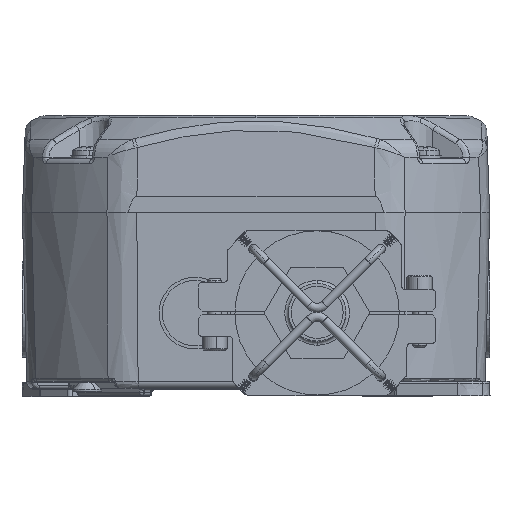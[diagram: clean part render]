
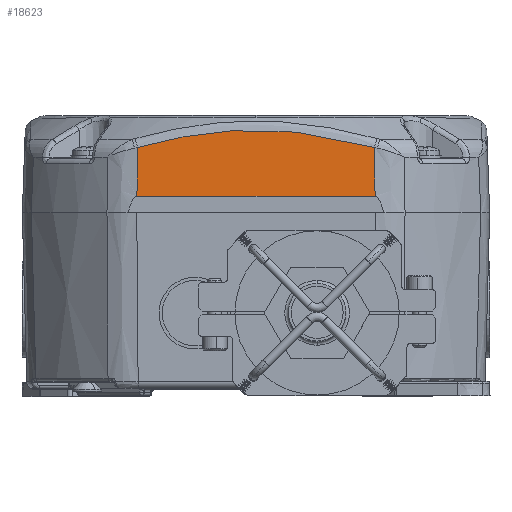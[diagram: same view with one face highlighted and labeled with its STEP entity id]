
A CAD part, top view. The second image highlights one B-rep face of the part: STEP entity #18623.
In plain terms, the highlighted planar face has unit normal (0, 0.035, 0.999).
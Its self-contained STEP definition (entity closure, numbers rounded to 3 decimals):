
#274 = CARTESIAN_POINT ( 'NONE',  ( 14.639, 92.717, 99.418 ) ) ;
#762 = CARTESIAN_POINT ( 'NONE',  ( -17.105, 81.998, 99.792 ) ) ;
#800 = CARTESIAN_POINT ( 'NONE',  ( -17.044, 87.825, 99.589 ) ) ;
#1928 = DIRECTION ( 'NONE',  ( 1., 0., 0. ) ) ;
#2236 = VERTEX_POINT ( 'NONE', #5712 ) ;
#3002 = CARTESIAN_POINT ( 'NONE',  ( 10.434, 92.58, 99.423 ) ) ;
#4979 = CARTESIAN_POINT ( 'NONE',  ( 49.056, 74.268, 100.062 ) ) ;
#5254 = CARTESIAN_POINT ( 'NONE',  ( 49.039, 75.874, 100.006 ) ) ;
#5712 = CARTESIAN_POINT ( 'NONE',  ( -17.044, 87.825, 99.589 ) ) ;
#6165 = B_SPLINE_CURVE_WITH_KNOTS ( 'NONE', 3,
 ( #33775, #6212, #762, #11808, #24881, #34654, #12688 ),
 .UNSPECIFIED., .F., .F.,
 ( 4, 3, 4 ),
 ( 0.002, 0.011, 0.015 ),
 .UNSPECIFIED. ) ;
#6212 = CARTESIAN_POINT ( 'NONE',  ( -17.074, 84.912, 99.691 ) ) ;
#6434 = CARTESIAN_POINT ( 'NONE',  ( 9.033, 92.496, 99.426 ) ) ;
#7167 = ORIENTED_EDGE ( 'NONE', *, *, #23634, .T. ) ;
#7206 = EDGE_CURVE ( 'NONE', #2236, #24474, #6165, .T. ) ;
#7238 = CARTESIAN_POINT ( 'NONE',  ( 48.975, 81.998, 99.792 ) ) ;
#7360 = EDGE_LOOP ( 'NONE', ( #28909, #15388, #7167, #23054 ) ) ;
#7604 = CARTESIAN_POINT ( 'NONE',  ( 49.022, 77.479, 99.95 ) ) ;
#9132 = CARTESIAN_POINT ( 'NONE',  ( 13.24, 92.69, 99.419 ) ) ;
#10198 = CARTESIAN_POINT ( 'NONE',  ( -17.187, 74.268, 100.062 ) ) ;
#10249 = CARTESIAN_POINT ( 'NONE',  ( 53.351, 74.268, 100.062 ) ) ;
#10598 = CARTESIAN_POINT ( 'NONE',  ( 21.604, 92.597, 99.422 ) ) ;
#10887 = FACE_OUTER_BOUND ( 'NONE', #7360, .T. ) ;
#10964 = CARTESIAN_POINT ( 'NONE',  ( 43.521, 89.326, 99.537 ) ) ;
#11136 = CARTESIAN_POINT ( 'NONE',  ( 29.881, 91.824, 99.449 ) ) ;
#11808 = CARTESIAN_POINT ( 'NONE',  ( -17.136, 79.084, 99.894 ) ) ;
#12688 = CARTESIAN_POINT ( 'NONE',  ( -17.187, 74.268, 100.062 ) ) ;
#13278 = CARTESIAN_POINT ( 'NONE',  ( 48.913, 87.825, 99.589 ) ) ;
#13671 = B_SPLINE_CURVE_WITH_KNOTS ( 'NONE', 3,
 ( #26991, #5254, #7604, #35523, #7238, #30084, #29545 ),
 .UNSPECIFIED., .F., .F.,
 ( 4, 3, 4 ),
 ( 0.005, 0.009, 0.018 ),
 .UNSPECIFIED. ) ;
#13729 = VERTEX_POINT ( 'NONE', #4979 ) ;
#13768 = DIRECTION ( 'NONE',  ( 1., 0., 0. ) ) ;
#15388 = ORIENTED_EDGE ( 'NONE', *, *, #25138, .T. ) ;
#18560 = CARTESIAN_POINT ( 'NONE',  ( 18.827, 92.713, 99.418 ) ) ;
#18623 = ADVANCED_FACE ( 'NONE', ( #10887 ), #27581, .T. ) ;
#19798 = CARTESIAN_POINT ( 'NONE',  ( -6.194, 90.561, 99.493 ) ) ;
#20577 = AXIS2_PLACEMENT_3D ( 'NONE', #30126, #33395, #13768 ) ;
#21107 = LINE ( 'NONE', #10249, #23505 ) ;
#22021 = CARTESIAN_POINT ( 'NONE',  ( 38.095, 90.553, 99.494 ) ) ;
#23054 = ORIENTED_EDGE ( 'NONE', *, *, #28719, .T. ) ;
#23077 = CARTESIAN_POINT ( 'NONE',  ( 2.075, 91.836, 99.449 ) ) ;
#23505 = VECTOR ( 'NONE', #1928, 1000. ) ;
#23634 = EDGE_CURVE ( 'NONE', #13729, #24547, #13671, .T. ) ;
#24474 = VERTEX_POINT ( 'NONE', #10198 ) ;
#24503 = B_SPLINE_CURVE_WITH_KNOTS ( 'NONE', 3,
 ( #35465, #10964, #22021, #11136, #33286, #10598, #18560, #274, #9132, #3002, #6434, #31257, #23077, #19798, #25084, #800 ),
 .UNSPECIFIED., .F., .F.,
 ( 4, 2, 2, 2, 2, 2, 2, 4 ),
 ( 0., 0.017, 0.025, 0.033, 0.037, 0.042, 0.05, 0.066 ),
 .UNSPECIFIED. ) ;
#24547 = VERTEX_POINT ( 'NONE', #13278 ) ;
#24881 = CARTESIAN_POINT ( 'NONE',  ( -17.153, 77.479, 99.95 ) ) ;
#25084 = CARTESIAN_POINT ( 'NONE',  ( -11.641, 89.329, 99.536 ) ) ;
#25138 = EDGE_CURVE ( 'NONE', #24474, #13729, #21107, .T. ) ;
#26991 = CARTESIAN_POINT ( 'NONE',  ( 49.056, 74.268, 100.062 ) ) ;
#27581 = PLANE ( 'NONE',  #20577 ) ;
#28719 = EDGE_CURVE ( 'NONE', #24547, #2236, #24503, .T. ) ;
#28909 = ORIENTED_EDGE ( 'NONE', *, *, #7206, .T. ) ;
#29545 = CARTESIAN_POINT ( 'NONE',  ( 48.913, 87.825, 99.589 ) ) ;
#30084 = CARTESIAN_POINT ( 'NONE',  ( 48.944, 84.912, 99.691 ) ) ;
#30126 = CARTESIAN_POINT ( 'NONE',  ( 53.351, 69.768, 100.22 ) ) ;
#31257 = CARTESIAN_POINT ( 'NONE',  ( 4.847, 92.165, 99.437 ) ) ;
#33286 = CARTESIAN_POINT ( 'NONE',  ( 27.132, 92.153, 99.438 ) ) ;
#33395 = DIRECTION ( 'NONE',  ( 0., 0.035, 0.999 ) ) ;
#33775 = CARTESIAN_POINT ( 'NONE',  ( -17.044, 87.825, 99.589 ) ) ;
#34654 = CARTESIAN_POINT ( 'NONE',  ( -17.17, 75.874, 100.006 ) ) ;
#35465 = CARTESIAN_POINT ( 'NONE',  ( 48.913, 87.825, 99.589 ) ) ;
#35523 = CARTESIAN_POINT ( 'NONE',  ( 49.005, 79.084, 99.894 ) ) ;
